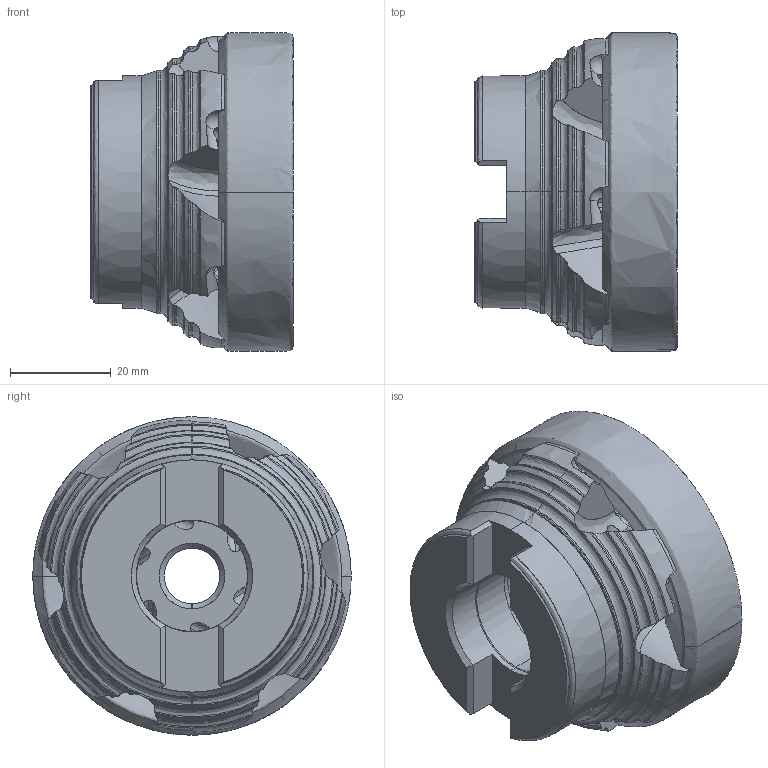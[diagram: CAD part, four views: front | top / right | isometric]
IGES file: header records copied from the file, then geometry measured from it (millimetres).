
Start section: SolidWorks IGES file using analytic representation for surfaces
Global section: file name: 90PP_063_723_6.IGS; native system: SolidWorks 2016; preprocessor: SolidWorks 2016; author: phk; date: 160722.102720; units: millimetre
Bounding box: 40.04 x 63.02 x 63.02 mm (x, y, z)
Surface area: 19244.3 mm2 (no closed solid volume)
Topology: 0 solids, 0 shells, 499 faces, 7458 edges, 7446 vertices
Faces by surface type: revolution 250, bspline 249
